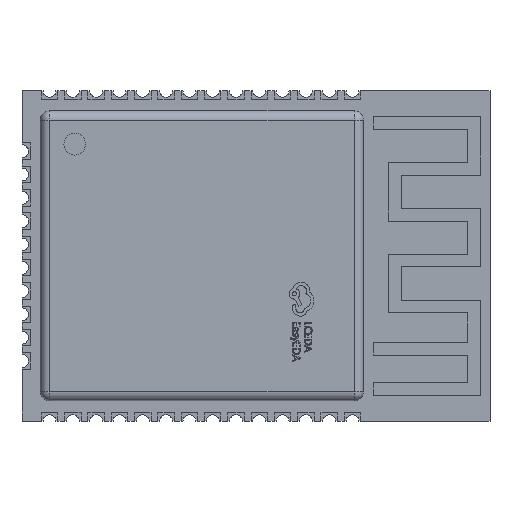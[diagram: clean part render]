
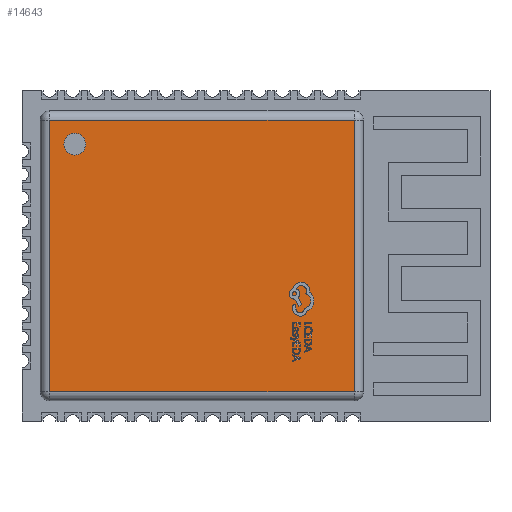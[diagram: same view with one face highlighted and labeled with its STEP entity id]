
A CAD part, top view. The second image highlights one B-rep face of the part: STEP entity #14643.
In plain terms, the highlighted planar face has unit normal (0, 0, 1).
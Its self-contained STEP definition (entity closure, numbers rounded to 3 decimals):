
#59 = ORIENTED_EDGE ( 'NONE', *, *, #10362, .T. ) ;
#147 = ORIENTED_EDGE ( 'NONE', *, *, #20641, .F. ) ;
#207 = LINE ( 'NONE', #1832, #19619 ) ;
#908 = LINE ( 'NONE', #11996, #13367 ) ;
#1274 = CIRCLE ( 'NONE', #23318, 0.594 ) ;
#1347 = AXIS2_PLACEMENT_3D ( 'NONE', #2543, #9712, #6212 ) ;
#1832 = CARTESIAN_POINT ( 'NONE',  ( 5.35, 7.9, 3.1 ) ) ;
#2020 = AXIS2_PLACEMENT_3D ( 'NONE', #4986, #10714, #19892 ) ;
#2543 = CARTESIAN_POINT ( 'NONE',  ( 0., 0., 3.1 ) ) ;
#2833 = CARTESIAN_POINT ( 'NONE',  ( -11.25, -7.9, 3.1 ) ) ;
#3192 = VERTEX_POINT ( 'NONE', #12839 ) ;
#3260 = ORIENTED_EDGE ( 'NONE', *, *, #19573, .T. ) ;
#4986 = CARTESIAN_POINT ( 'NONE',  ( -9.876, 6.085, 3.1 ) ) ;
#5013 = LINE ( 'NONE', #2833, #22418 ) ;
#5110 = ORIENTED_EDGE ( 'NONE', *, *, #11350, .T. ) ;
#5214 = DIRECTION ( 'NONE',  ( 1., 0., 0. ) ) ;
#5666 = CARTESIAN_POINT ( 'NONE',  ( -9.282, 6.085, 3.1 ) ) ;
#5774 = VERTEX_POINT ( 'NONE', #23125 ) ;
#5844 = EDGE_CURVE ( 'NONE', #18383, #5774, #1274, .T. ) ;
#5966 = FACE_OUTER_BOUND ( 'NONE', #9486, .T. ) ;
#6212 = DIRECTION ( 'NONE',  ( 1., 0., 0. ) ) ;
#6430 = EDGE_CURVE ( 'NONE', #3192, #21361, #908, .T. ) ;
#6748 = CARTESIAN_POINT ( 'NONE',  ( -11.25, 7.4, 3.1 ) ) ;
#7299 = DIRECTION ( 'NONE',  ( 0., 0., 1. ) ) ;
#7677 = ORIENTED_EDGE ( 'NONE', *, *, #6430, .T. ) ;
#8422 = CARTESIAN_POINT ( 'NONE',  ( 5.35, -7.4, 3.1 ) ) ;
#8494 = LINE ( 'NONE', #23886, #18512 ) ;
#9347 = DIRECTION ( 'NONE',  ( 0., 1., 0. ) ) ;
#9486 = EDGE_LOOP ( 'NONE', ( #3260, #7677, #5110, #59 ) ) ;
#9712 = DIRECTION ( 'NONE',  ( 0., 0., 1. ) ) ;
#10362 = EDGE_CURVE ( 'NONE', #17786, #12038, #8494, .T. ) ;
#10368 = DIRECTION ( 'NONE',  ( 0., -1., 0. ) ) ;
#10714 = DIRECTION ( 'NONE',  ( 0., 0., 1. ) ) ;
#10857 = DIRECTION ( 'NONE',  ( 1., 0., 0. ) ) ;
#11350 = EDGE_CURVE ( 'NONE', #21361, #17786, #5013, .T. ) ;
#11996 = CARTESIAN_POINT ( 'NONE',  ( -11.75, 7.4, 3.1 ) ) ;
#12038 = VERTEX_POINT ( 'NONE', #8422 ) ;
#12839 = CARTESIAN_POINT ( 'NONE',  ( 5.35, 7.4, 3.1 ) ) ;
#13367 = VECTOR ( 'NONE', #21338, 1000. ) ;
#13797 = CIRCLE ( 'NONE', #2020, 0.594 ) ;
#14643 = ADVANCED_FACE ( 'NONE', ( #18903, #5966 ), #23007, .T. ) ;
#16281 = CARTESIAN_POINT ( 'NONE',  ( -9.876, 6.085, 3.1 ) ) ;
#17786 = VERTEX_POINT ( 'NONE', #23754 ) ;
#18247 = EDGE_LOOP ( 'NONE', ( #21417, #147 ) ) ;
#18383 = VERTEX_POINT ( 'NONE', #5666 ) ;
#18512 = VECTOR ( 'NONE', #10857, 1000. ) ;
#18903 = FACE_BOUND ( 'NONE', #18247, .T. ) ;
#19573 = EDGE_CURVE ( 'NONE', #12038, #3192, #207, .T. ) ;
#19619 = VECTOR ( 'NONE', #9347, 1000. ) ;
#19892 = DIRECTION ( 'NONE',  ( 1., 0., 0. ) ) ;
#20641 = EDGE_CURVE ( 'NONE', #5774, #18383, #13797, .T. ) ;
#21338 = DIRECTION ( 'NONE',  ( -1., 0., 0. ) ) ;
#21361 = VERTEX_POINT ( 'NONE', #6748 ) ;
#21417 = ORIENTED_EDGE ( 'NONE', *, *, #5844, .F. ) ;
#22418 = VECTOR ( 'NONE', #10368, 1000. ) ;
#23007 = PLANE ( 'NONE',  #1347 ) ;
#23125 = CARTESIAN_POINT ( 'NONE',  ( -10.469, 6.085, 3.1 ) ) ;
#23318 = AXIS2_PLACEMENT_3D ( 'NONE', #16281, #7299, #5214 ) ;
#23754 = CARTESIAN_POINT ( 'NONE',  ( -11.25, -7.4, 3.1 ) ) ;
#23886 = CARTESIAN_POINT ( 'NONE',  ( 5.85, -7.4, 3.1 ) ) ;
